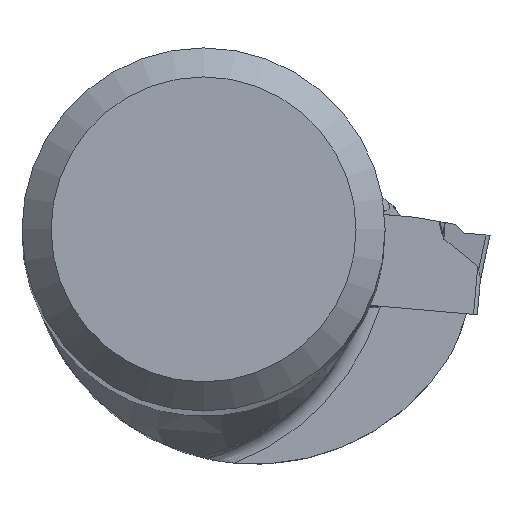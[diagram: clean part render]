
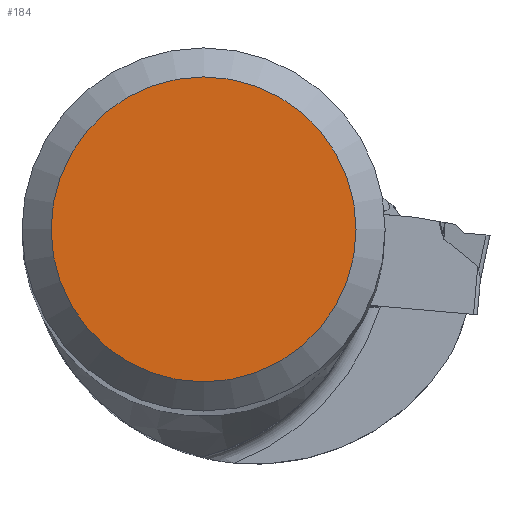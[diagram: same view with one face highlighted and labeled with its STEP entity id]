
A CAD part, top view. The second image highlights one B-rep face of the part: STEP entity #184.
In plain terms, the highlighted planar face has unit normal (0, 0, 1).
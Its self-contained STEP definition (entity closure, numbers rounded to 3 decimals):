
#184=ADVANCED_FACE('',(#315),#265,.F.);
#265=PLANE('',#1829);
#315=FACE_OUTER_BOUND('',#403,.T.);
#403=EDGE_LOOP('',(#877));
#488=CIRCLE('',#1828,8.);
#877=ORIENTED_EDGE('',*,*,#1463,.T.);
#1283=VERTEX_POINT('',#2541);
#1463=EDGE_CURVE('',#1283,#1283,#488,.T.);
#1828=AXIS2_PLACEMENT_3D('',#2540,#2020,#2021);
#1829=AXIS2_PLACEMENT_3D('',#2542,#2022,#2023);
#2020=DIRECTION('',(0.,0.,1.));
#2021=DIRECTION('',(0.,1.,0.));
#2022=DIRECTION('',(0.,0.,-1.));
#2023=DIRECTION('',(0.,1.,0.));
#2540=CARTESIAN_POINT('',(0.,0.,0.));
#2541=CARTESIAN_POINT('',(0.,8.,0.));
#2542=CARTESIAN_POINT('',(0.,0.,0.));
